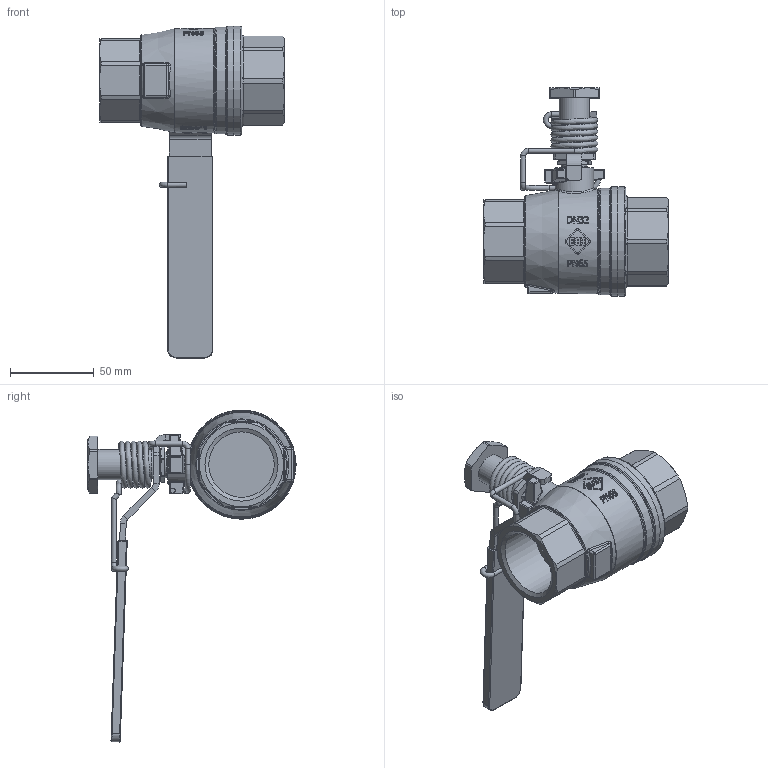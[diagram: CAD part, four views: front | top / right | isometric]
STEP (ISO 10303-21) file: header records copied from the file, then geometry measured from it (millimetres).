
FILE_DESCRIPTION(/* description */ (''),/* implementation_level */ '2;1');
FILE_NAME(/* name */ '842_842F_32.stp',/* time_stamp */ '2021-04-14T10:13:34+02:00',/* author */ ('sga-ext'),/* organization */ (''),/* preprocessor_version */ 'ST-DEVELOPER v18.1',/* originating_system */ 'Autodesk Inventor 2021',/* authorisation */ '');
FILE_SCHEMA (('AUTOMOTIVE_DESIGN { 1 0 10303 214 3 1 1 }'));
Length unit declared in the file: millimetre
Products named in the file (1): ENG-067847
Bounding box: 110 x 123.94 x 197.64 mm (x, y, z)
Volume: 266152 mm3; surface area: 55694.1 mm2
Topology: 1 solids, 1 shells, 918 faces, 2344 edges, 1499 vertices
Faces by surface type: plane 394, bspline 221, cylinder 215, cone 35, torus 31, sphere 22
Full cylindrical faces by diameter (mm): 3 x9, 11.8 x1, 15.5 x1, 18 x1, 23 x1, 38.952 x2, 62 x1, 63.5 x1, 65 x2
Entity records: 34371 total; most frequent: CARTESIAN_POINT 12578, ORIENTED_EDGE 4672, DIRECTION 3739, EDGE_CURVE 2336, VERTEX_POINT 1495, AXIS2_PLACEMENT_3D 1282, LINE 1175, VECTOR 1175
